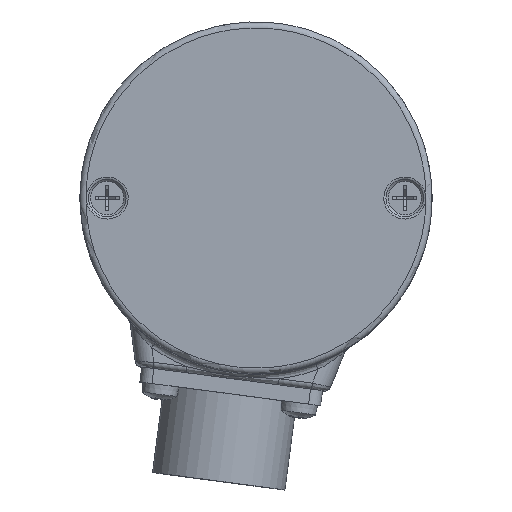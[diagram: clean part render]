
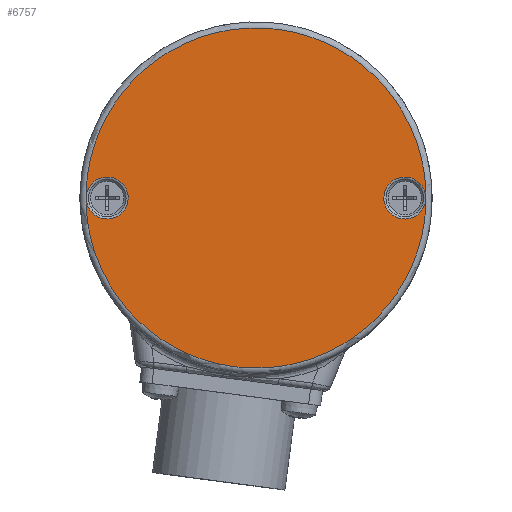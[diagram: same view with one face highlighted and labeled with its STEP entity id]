
A CAD part, top view. The second image highlights one B-rep face of the part: STEP entity #6757.
In plain terms, the highlighted planar face has unit normal (0, 0, 1).
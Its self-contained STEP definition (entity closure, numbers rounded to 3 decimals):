
#6715=CARTESIAN_POINT('',(-24.049,3.428,70.0));
#6716=VERTEX_POINT('',#6715);
#6717=CARTESIAN_POINT('',(-24.5,0.,70.0));
#6718=DIRECTION('',(0.0,0.0,1.0));
#6719=DIRECTION('',(-0.131,-0.991,0.0));
#6720=AXIS2_PLACEMENT_3D('',#6717,#6718,#6719);
#6721=CIRCLE('',#6720,3.457);
#6722=EDGE_CURVE('',#6716,#6716,#6721,.T.);
#6727=CARTESIAN_POINT('',(0.,0.,70.0));
#6728=DIRECTION('',(0.0,0.0,-1.0));
#6729=DIRECTION('',(-1.0,0.0,0.0));
#6730=AXIS2_PLACEMENT_3D('',#6727,#6728,#6729);
#6731=PLANE('',#6730);
#6732=CARTESIAN_POINT('',(3.655,27.76,70.0));
#6733=VERTEX_POINT('',#6732);
#6734=CARTESIAN_POINT('',(0.,0.,70.0));
#6735=DIRECTION('',(0.0,0.0,-1.));
#6736=DIRECTION('',(-0.131,-0.991,0.0));
#6737=AXIS2_PLACEMENT_3D('',#6734,#6735,#6736);
#6738=CIRCLE('',#6737,28.);
#6739=EDGE_CURVE('',#6733,#6733,#6738,.T.);
#6740=ORIENTED_EDGE('',*,*,#6739,.F.);
#6741=EDGE_LOOP('',(#6740));
#6742=FACE_OUTER_BOUND('',#6741,.T.);
#6743=CARTESIAN_POINT('',(24.049,-3.428,70.0));
#6744=VERTEX_POINT('',#6743);
#6745=CARTESIAN_POINT('',(24.5,0.,70.0));
#6746=DIRECTION('',(0.0,0.0,1.0));
#6747=DIRECTION('',(0.131,0.991,0.0));
#6748=AXIS2_PLACEMENT_3D('',#6745,#6746,#6747);
#6749=CIRCLE('',#6748,3.457);
#6750=EDGE_CURVE('',#6744,#6744,#6749,.T.);
#6751=ORIENTED_EDGE('',*,*,#6750,.F.);
#6752=EDGE_LOOP('',(#6751));
#6753=FACE_BOUND('',#6752,.T.);
#6754=ORIENTED_EDGE('',*,*,#6722,.F.);
#6755=EDGE_LOOP('',(#6754));
#6756=FACE_BOUND('',#6755,.T.);
#6757=ADVANCED_FACE('',(#6742,#6753,#6756),#6731,.F.);
